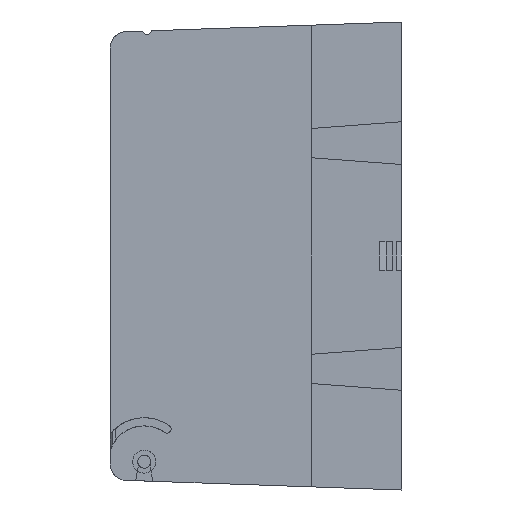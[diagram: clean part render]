
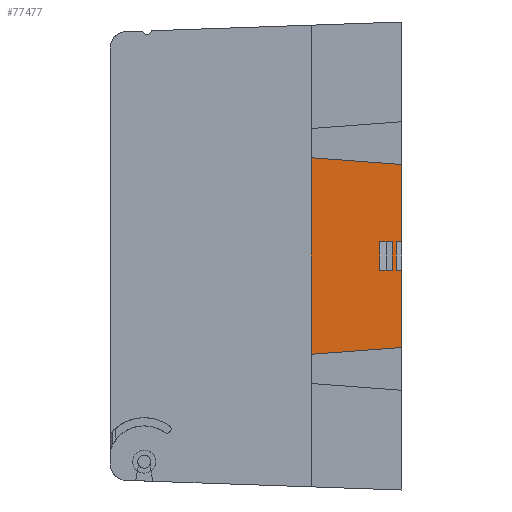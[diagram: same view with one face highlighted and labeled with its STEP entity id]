
A CAD part, left-side view. The second image highlights one B-rep face of the part: STEP entity #77477.
In plain terms, the highlighted planar face has unit normal (1, 0, 0).
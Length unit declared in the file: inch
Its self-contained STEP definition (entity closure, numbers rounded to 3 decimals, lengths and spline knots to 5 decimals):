
#2535 = CARTESIAN_POINT ( 'NONE',  ( -6.525, 0., 1.115 ) ) ;
#3776 = CARTESIAN_POINT ( 'NONE',  ( -6.525, 1.1, 1.19653 ) ) ;
#3959 = EDGE_CURVE ( 'NONE', #72898, #71219, #21843, .T. ) ;
#4089 = EDGE_CURVE ( 'NONE', #31941, #93786, #72541, .T. ) ;
#4647 = ORIENTED_EDGE ( 'NONE', *, *, #29926, .T. ) ;
#4656 = DIRECTION ( 'NONE',  ( 0., 0., -1. ) ) ;
#4975 = EDGE_CURVE ( 'NONE', #18901, #12230, #7724, .T. ) ;
#5042 = LINE ( 'NONE', #28813, #92684 ) ;
#7252 = VERTEX_POINT ( 'NONE', #28852 ) ;
#7514 = VECTOR ( 'NONE', #65096, 39.37008 ) ;
#7724 = LINE ( 'NONE', #83328, #95310 ) ;
#8285 = LINE ( 'NONE', #86395, #31649 ) ;
#9029 = ORIENTED_EDGE ( 'NONE', *, *, #81183, .F. ) ;
#9366 = EDGE_CURVE ( 'NONE', #12230, #34911, #8285, .T. ) ;
#9610 = ORIENTED_EDGE ( 'NONE', *, *, #9366, .T. ) ;
#10261 = LINE ( 'NONE', #56360, #7514 ) ;
#10398 = CARTESIAN_POINT ( 'NONE',  ( -6.525, 0.26794, 0.175 ) ) ;
#11349 = EDGE_CURVE ( 'NONE', #58680, #93786, #72380, .T. ) ;
#12230 = VERTEX_POINT ( 'NONE', #33704 ) ;
#15023 = VECTOR ( 'NONE', #99767, 39.37008 ) ;
#16506 = VERTEX_POINT ( 'NONE', #2535 ) ;
#17088 = ORIENTED_EDGE ( 'NONE', *, *, #11349, .T. ) ;
#18897 = CARTESIAN_POINT ( 'NONE',  ( -6.525, 0.065, 0.175 ) ) ;
#18901 = VERTEX_POINT ( 'NONE', #10398 ) ;
#21843 = LINE ( 'NONE', #38781, #88889 ) ;
#23939 = CARTESIAN_POINT ( 'NONE',  ( -6.525, 0.115, 6.44233 ) ) ;
#28320 = DIRECTION ( 'NONE',  ( 0., 1., 0. ) ) ;
#28368 = DIRECTION ( 'NONE',  ( 0., 0., -1. ) ) ;
#28813 = CARTESIAN_POINT ( 'NONE',  ( -6.525, 0., 0.175 ) ) ;
#28852 = CARTESIAN_POINT ( 'NONE',  ( -6.525, 0.065, -0.175 ) ) ;
#29507 = CARTESIAN_POINT ( 'NONE',  ( -6.525, 1.1, 6.44233 ) ) ;
#29926 = EDGE_CURVE ( 'NONE', #43894, #18901, #5042, .T. ) ;
#31649 = VECTOR ( 'NONE', #86521, 39.37008 ) ;
#31941 = VERTEX_POINT ( 'NONE', #3776 ) ;
#33704 = CARTESIAN_POINT ( 'NONE',  ( -6.525, 0.26794, -0.175 ) ) ;
#33912 = VECTOR ( 'NONE', #4656, 39.37008 ) ;
#34911 = VERTEX_POINT ( 'NONE', #109319 ) ;
#35562 = EDGE_CURVE ( 'NONE', #71219, #7252, #105229, .T. ) ;
#36551 = DIRECTION ( 'NONE',  ( 0., 1., 0. ) ) ;
#36584 = CARTESIAN_POINT ( 'NONE',  ( -6.525, 0., -1.115 ) ) ;
#36651 = LINE ( 'NONE', #74889, #33912 ) ;
#37659 = ORIENTED_EDGE ( 'NONE', *, *, #96189, .T. ) ;
#38781 = CARTESIAN_POINT ( 'NONE',  ( -6.525, 0., 0.175 ) ) ;
#41650 = ORIENTED_EDGE ( 'NONE', *, *, #3959, .T. ) ;
#43894 = VERTEX_POINT ( 'NONE', #110626 ) ;
#44823 = DIRECTION ( 'NONE',  ( 0., 0.997, -0.074 ) ) ;
#46212 = CARTESIAN_POINT ( 'NONE',  ( -6.525, 0., -1.115 ) ) ;
#49267 = VECTOR ( 'NONE', #28368, 39.37008 ) ;
#49630 = VERTEX_POINT ( 'NONE', #81672 ) ;
#51323 = PLANE ( 'NONE',  #74017 ) ;
#51722 = DIRECTION ( 'NONE',  ( 1., 0., 0. ) ) ;
#52639 = ORIENTED_EDGE ( 'NONE', *, *, #4975, .T. ) ;
#56360 = CARTESIAN_POINT ( 'NONE',  ( -6.525, 0., 6.44233 ) ) ;
#57797 = ORIENTED_EDGE ( 'NONE', *, *, #66572, .T. ) ;
#57847 = FACE_OUTER_BOUND ( 'NONE', #69710, .T. ) ;
#58680 = VERTEX_POINT ( 'NONE', #36584 ) ;
#59609 = VECTOR ( 'NONE', #102570, 39.37008 ) ;
#60462 = CARTESIAN_POINT ( 'NONE',  ( -6.525, 1.1, -1.19653 ) ) ;
#65096 = DIRECTION ( 'NONE',  ( 0., 0., -1. ) ) ;
#65366 = ORIENTED_EDGE ( 'NONE', *, *, #35562, .T. ) ;
#66572 = EDGE_CURVE ( 'NONE', #31941, #16506, #90534, .T. ) ;
#69649 = ORIENTED_EDGE ( 'NONE', *, *, #107412, .T. ) ;
#69710 = EDGE_LOOP ( 'NONE', ( #9029, #37659, #17088, #92368, #57797, #82499, #41650, #65366 ) ) ;
#71219 = VERTEX_POINT ( 'NONE', #18897 ) ;
#72380 = LINE ( 'NONE', #46212, #98150 ) ;
#72541 = LINE ( 'NONE', #29507, #49267 ) ;
#72898 = VERTEX_POINT ( 'NONE', #89718 ) ;
#74017 = AXIS2_PLACEMENT_3D ( 'NONE', #103825, #51722, #112417 ) ;
#74130 = EDGE_CURVE ( 'NONE', #16506, #72898, #10261, .T. ) ;
#74415 = DIRECTION ( 'NONE',  ( 0., 1., 0. ) ) ;
#74889 = CARTESIAN_POINT ( 'NONE',  ( -6.525, 0., 6.44233 ) ) ;
#75308 = EDGE_LOOP ( 'NONE', ( #52639, #9610, #69649, #4647 ) ) ;
#75326 = CARTESIAN_POINT ( 'NONE',  ( -6.525, 1.1, 1.19653 ) ) ;
#77477 = ADVANCED_FACE ( 'NONE', ( #103983, #57847 ), #51323, .T. ) ;
#81183 = EDGE_CURVE ( 'NONE', #49630, #7252, #102378, .T. ) ;
#81672 = CARTESIAN_POINT ( 'NONE',  ( -6.525, 0., -0.175 ) ) ;
#82019 = VECTOR ( 'NONE', #74415, 39.37008 ) ;
#82499 = ORIENTED_EDGE ( 'NONE', *, *, #74130, .T. ) ;
#82982 = DIRECTION ( 'NONE',  ( 0., 0., -1. ) ) ;
#83328 = CARTESIAN_POINT ( 'NONE',  ( -6.525, 0.26794, 6.44233 ) ) ;
#86395 = CARTESIAN_POINT ( 'NONE',  ( -6.525, 0., -0.175 ) ) ;
#86521 = DIRECTION ( 'NONE',  ( 0., -1., 0. ) ) ;
#88889 = VECTOR ( 'NONE', #36551, 39.37008 ) ;
#89718 = CARTESIAN_POINT ( 'NONE',  ( -6.525, 0., 0.175 ) ) ;
#90534 = LINE ( 'NONE', #75326, #98808 ) ;
#92368 = ORIENTED_EDGE ( 'NONE', *, *, #4089, .F. ) ;
#92684 = VECTOR ( 'NONE', #28320, 39.37008 ) ;
#92739 = DIRECTION ( 'NONE',  ( 0., -0.997, -0.074 ) ) ;
#93786 = VERTEX_POINT ( 'NONE', #60462 ) ;
#95310 = VECTOR ( 'NONE', #82982, 39.37008 ) ;
#96189 = EDGE_CURVE ( 'NONE', #49630, #58680, #36651, .T. ) ;
#98150 = VECTOR ( 'NONE', #44823, 39.37008 ) ;
#98808 = VECTOR ( 'NONE', #92739, 39.37008 ) ;
#99767 = DIRECTION ( 'NONE',  ( 0., 0., -1. ) ) ;
#102378 = LINE ( 'NONE', #108885, #82019 ) ;
#102570 = DIRECTION ( 'NONE',  ( 0., 0., 1. ) ) ;
#103825 = CARTESIAN_POINT ( 'NONE',  ( -6.525, 0., 6.44233 ) ) ;
#103983 = FACE_BOUND ( 'NONE', #75308, .T. ) ;
#105229 = LINE ( 'NONE', #108415, #15023 ) ;
#107412 = EDGE_CURVE ( 'NONE', #34911, #43894, #108384, .T. ) ;
#108384 = LINE ( 'NONE', #23939, #59609 ) ;
#108415 = CARTESIAN_POINT ( 'NONE',  ( -6.525, 0.065, 6.44233 ) ) ;
#108885 = CARTESIAN_POINT ( 'NONE',  ( -6.525, 0., -0.175 ) ) ;
#109319 = CARTESIAN_POINT ( 'NONE',  ( -6.525, 0.115, -0.175 ) ) ;
#110626 = CARTESIAN_POINT ( 'NONE',  ( -6.525, 0.115, 0.175 ) ) ;
#112417 = DIRECTION ( 'NONE',  ( 0., 0., -1. ) ) ;
